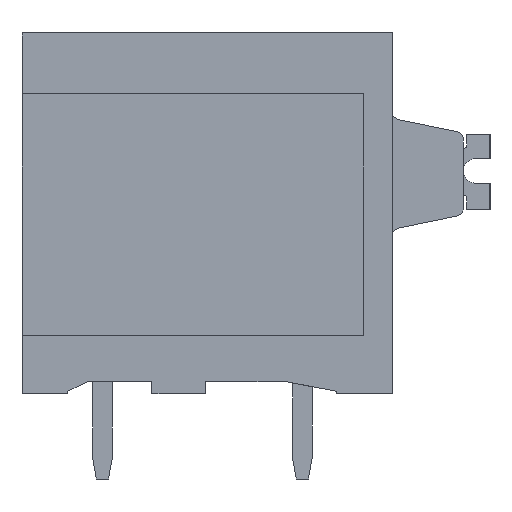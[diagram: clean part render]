
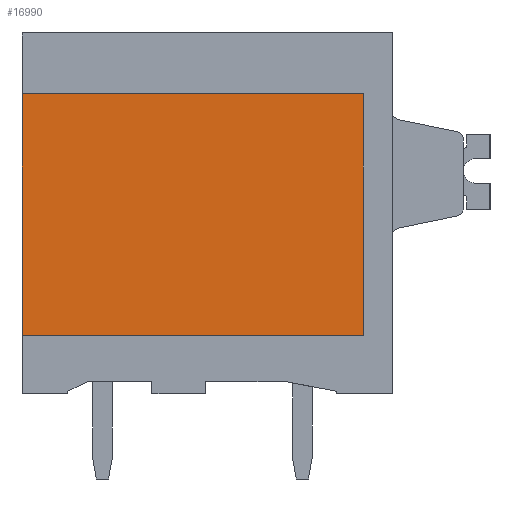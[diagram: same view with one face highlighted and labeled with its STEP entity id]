
A CAD part, left-side view. The second image highlights one B-rep face of the part: STEP entity #16990.
In plain terms, the highlighted planar face has unit normal (-1, 0, 0).
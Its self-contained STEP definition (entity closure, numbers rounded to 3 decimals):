
#6821=AXIS2_PLACEMENT_3D('Plane Axis2P3D',#6818,#6819,#6820) ;
#6818=CARTESIAN_POINT('Axis2P3D Location',(1.1,0.,0.)) ;
#16860=CARTESIAN_POINT('Vertex',(1.1,19.2,5.9)) ;
#16863=CARTESIAN_POINT('Line Origine',(1.1,19.2,10.85)) ;
#16867=CARTESIAN_POINT('Vertex',(1.1,19.2,15.8)) ;
#16940=CARTESIAN_POINT('Vertex',(1.1,5.2,5.9)) ;
#16943=CARTESIAN_POINT('Line Origine',(1.1,12.2,5.9)) ;
#16964=CARTESIAN_POINT('Vertex',(1.1,5.2,15.8)) ;
#16967=CARTESIAN_POINT('Line Origine',(1.1,5.2,10.85)) ;
#16979=CARTESIAN_POINT('Line Origine',(1.1,12.2,15.8)) ;
#6819=DIRECTION('Axis2P3D Direction',(-1.,0.,0.)) ;
#6820=DIRECTION('Axis2P3D XDirection',(0.,-1.,0.)) ;
#16864=DIRECTION('Vector Direction',(0.,0.,1.)) ;
#16944=DIRECTION('Vector Direction',(0.,1.,0.)) ;
#16968=DIRECTION('Vector Direction',(0.,0.,1.)) ;
#16980=DIRECTION('Vector Direction',(0.,1.,0.)) ;
#16865=VECTOR('Line Direction',#16864,1.) ;
#16945=VECTOR('Line Direction',#16944,1.) ;
#16969=VECTOR('Line Direction',#16968,1.) ;
#16981=VECTOR('Line Direction',#16980,1.) ;
#16985=ORIENTED_EDGE('',*,*,#16947,.F.) ;
#16986=ORIENTED_EDGE('',*,*,#16971,.T.) ;
#16987=ORIENTED_EDGE('',*,*,#16983,.T.) ;
#16988=ORIENTED_EDGE('',*,*,#16869,.F.) ;
#16990=ADVANCED_FACE('_LMF 5.00/17/90 3.5SN OR BX 1331870000',(#16989),#6822,.T.) ;
#16869=EDGE_CURVE('',#16861,#16868,#16866,.T.) ;
#16947=EDGE_CURVE('',#16941,#16861,#16946,.T.) ;
#16971=EDGE_CURVE('',#16941,#16965,#16970,.T.) ;
#16983=EDGE_CURVE('',#16965,#16868,#16982,.T.) ;
#16984=EDGE_LOOP('',(#16985,#16986,#16987,#16988)) ;
#16989=FACE_OUTER_BOUND('',#16984,.T.) ;
#16866=LINE('Line',#16863,#16865) ;
#16946=LINE('Line',#16943,#16945) ;
#16970=LINE('Line',#16967,#16969) ;
#16982=LINE('Line',#16979,#16981) ;
#6822=PLANE('',#6821) ;
#16861=VERTEX_POINT('',#16860) ;
#16868=VERTEX_POINT('',#16867) ;
#16941=VERTEX_POINT('',#16940) ;
#16965=VERTEX_POINT('',#16964) ;
